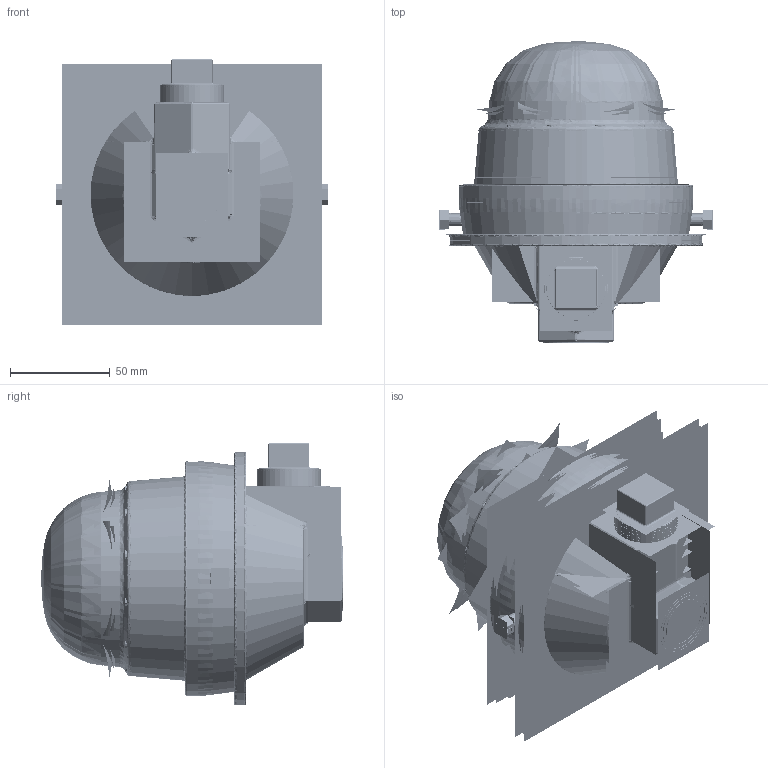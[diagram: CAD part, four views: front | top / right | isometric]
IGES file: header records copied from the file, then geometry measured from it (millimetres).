
Start section:  PTC IGES file: rto1r07001_asm.igs
Global section: file name: rto1r07001_asm.igs; native system: Creo Parametric by Parametric Technology Corporation; preprocessor: 2014000; author: gatsonc; organization: Unknown; date: 20160407.100605; units: inch
Bounding box: 136.76 x 150.98 x 133.07 mm (x, y, z)
Surface area: 1109138.4 mm2 (no closed solid volume)
Topology: 0 solids, 0 shells, 6355 faces, 85752 edges, 112102 vertices
Faces by surface type: bspline 3296, revolution 3051, extrusion 8
